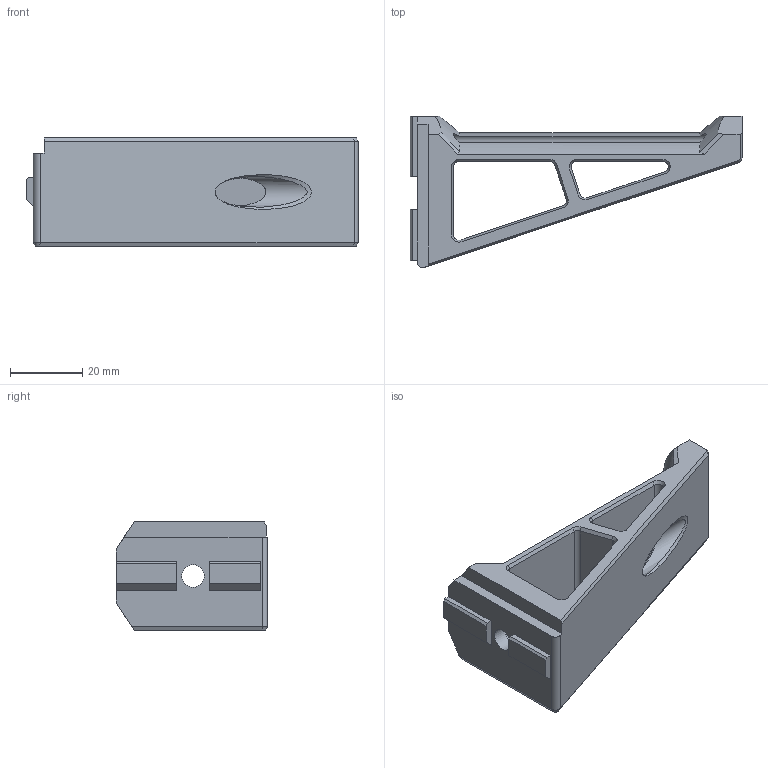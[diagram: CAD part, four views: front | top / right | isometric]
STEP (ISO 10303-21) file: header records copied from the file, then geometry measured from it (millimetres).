
FILE_DESCRIPTION(/* description */ (''),/* implementation_level */ '2;1');
FILE_NAME(/* name */ 'enclosure2_spool_holder_3mm.step',/* time_stamp */ '2022-09-23T12:14:13+01:00',/* author */ (''),/* organization */ (''),/* preprocessor_version */ 'ST-DEVELOPER v19',/* originating_system */ 'Autodesk Translation Framework v11.7.0.108',/* authorisation */ '');
FILE_SCHEMA (('AUTOMOTIVE_DESIGN { 1 0 10303 214 3 1 1 }'));
Length unit declared in the file: millimetre
Products named in the file (1): 3030_printed_spool_holder
Bounding box: 92 x 41.92 x 30 mm (x, y, z)
Volume: 35079.8 mm3; surface area: 15023.3 mm2
Topology: 1 solids, 1 shells, 118 faces, 306 edges, 189 vertices
Faces by surface type: plane 57, bspline 21, cone 21, cylinder 19
Full cylindrical faces by diameter (mm): 4.3 x2, 6.3 x1, 8.5 x1, 11 x1
Entity records: 4329 total; most frequent: CARTESIAN_POINT 1552, ORIENTED_EDGE 612, DIRECTION 494, EDGE_CURVE 306, VERTEX_POINT 189, LINE 188, VECTOR 188, AXIS2_PLACEMENT_3D 153
